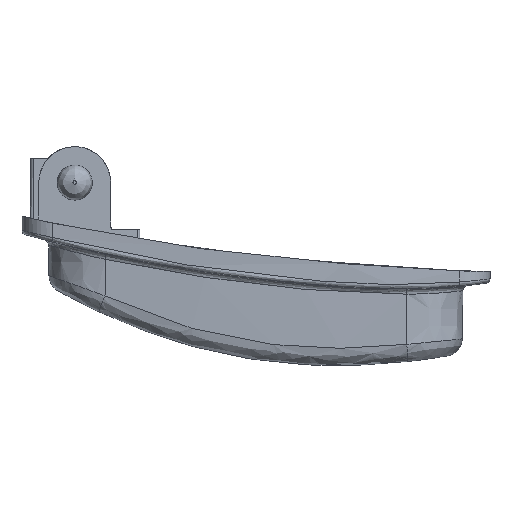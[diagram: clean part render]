
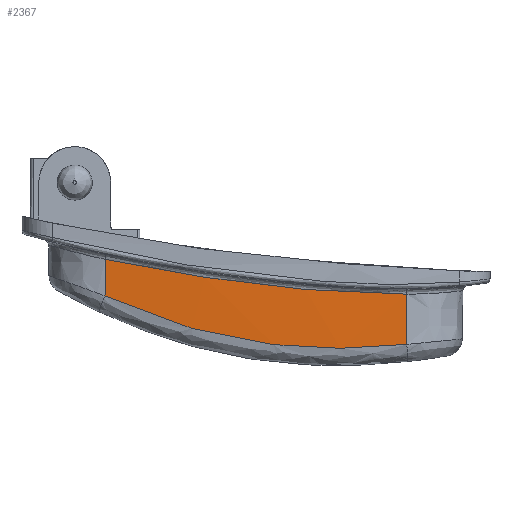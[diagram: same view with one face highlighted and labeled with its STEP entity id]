
A CAD part, front view. The second image highlights one B-rep face of the part: STEP entity #2367.
In plain terms, the highlighted conical face has half-angle 0.7 degrees and reference radius 148.906 mm.
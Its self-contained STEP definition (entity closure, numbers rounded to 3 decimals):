
#276=CONICAL_SURFACE('',#2503,148.906,0.012);
#383=FACE_OUTER_BOUND('',#526,.T.);
#526=EDGE_LOOP('',(#1816,#1817,#1818,#1819));
#758=B_SPLINE_CURVE_WITH_KNOTS('',3,(#5257,#5258,#5259,#5260),
 .UNSPECIFIED.,.F.,.F.,(4,4),(-0.802,-0.515),
 .UNSPECIFIED.);
#759=B_SPLINE_CURVE_WITH_KNOTS('',3,(#5262,#5263,#5264,#5265,#5266),
 .UNSPECIFIED.,.F.,.F.,(4,1,4),(0.482,1.229,2.226),
 .UNSPECIFIED.);
#760=B_SPLINE_CURVE_WITH_KNOTS('',3,(#5268,#5269,#5270,#5271),
 .UNSPECIFIED.,.F.,.F.,(4,4),(0.998,1.207),
 .UNSPECIFIED.);
#761=B_SPLINE_CURVE_WITH_KNOTS('',3,(#5272,#5273,#5274,#5275,#5276),
 .UNSPECIFIED.,.F.,.F.,(4,1,4),(0.312,1.066,2.071),
 .UNSPECIFIED.);
#995=VERTEX_POINT('',#5255);
#996=VERTEX_POINT('',#5256);
#997=VERTEX_POINT('',#5261);
#998=VERTEX_POINT('',#5267);
#1299=EDGE_CURVE('',#995,#996,#758,.T.);
#1300=EDGE_CURVE('',#995,#997,#759,.T.);
#1301=EDGE_CURVE('',#998,#997,#760,.F.);
#1302=EDGE_CURVE('',#998,#996,#761,.T.);
#1816=ORIENTED_EDGE('',*,*,#1299,.F.);
#1817=ORIENTED_EDGE('',*,*,#1300,.T.);
#1818=ORIENTED_EDGE('',*,*,#1301,.F.);
#1819=ORIENTED_EDGE('',*,*,#1302,.T.);
#2367=ADVANCED_FACE('',(#383),#276,.T.);
#2503=AXIS2_PLACEMENT_3D('',#5254,#2686,#2687);
#2686=DIRECTION('center_axis',(0.,0.,1.));
#2687=DIRECTION('ref_axis',(-0.058,-0.998,0.));
#5254=CARTESIAN_POINT('Origin',(13.375,145.406,0.));
#5255=CARTESIAN_POINT('',(21.997,-3.196,-4.464));
#5256=CARTESIAN_POINT('',(21.995,-3.161,-7.335));
#5257=CARTESIAN_POINT('Ctrl Pts',(21.997,-3.196,-4.464));
#5258=CARTESIAN_POINT('Ctrl Pts',(21.996,-3.184,-5.421));
#5259=CARTESIAN_POINT('Ctrl Pts',(21.995,-3.172,-6.378));
#5260=CARTESIAN_POINT('Ctrl Pts',(21.995,-3.161,-7.335));
#5261=CARTESIAN_POINT('',(4.752,-3.22,-2.477));
#5262=CARTESIAN_POINT('Ctrl Pts',(21.997,-3.196,-4.464));
#5263=CARTESIAN_POINT('Ctrl Pts',(19.516,-3.339,-4.483));
#5264=CARTESIAN_POINT('Ctrl Pts',(13.724,-3.535,-4.065));
#5265=CARTESIAN_POINT('Ctrl Pts',(7.99,-3.399,-3.161));
#5266=CARTESIAN_POINT('Ctrl Pts',(4.752,-3.22,-2.477));
#5267=CARTESIAN_POINT('',(4.753,-3.194,-4.572));
#5268=CARTESIAN_POINT('Ctrl Pts',(4.752,-3.22,-2.477));
#5269=CARTESIAN_POINT('Ctrl Pts',(4.752,-3.211,-3.175));
#5270=CARTESIAN_POINT('Ctrl Pts',(4.753,-3.203,-3.873));
#5271=CARTESIAN_POINT('Ctrl Pts',(4.753,-3.194,-4.572));
#5272=CARTESIAN_POINT('Ctrl Pts',(4.753,-3.194,-4.572));
#5273=CARTESIAN_POINT('Ctrl Pts',(7.041,-3.314,-5.636));
#5274=CARTESIAN_POINT('Ctrl Pts',(12.668,-3.493,-7.564));
#5275=CARTESIAN_POINT('Ctrl Pts',(18.65,-3.35,-7.714));
#5276=CARTESIAN_POINT('Ctrl Pts',(21.995,-3.161,-7.335));
